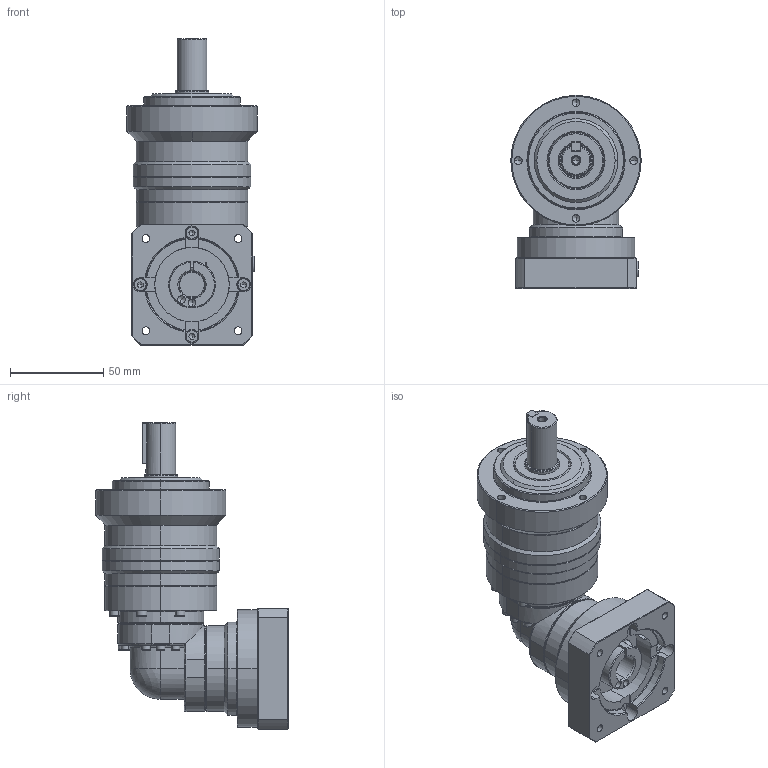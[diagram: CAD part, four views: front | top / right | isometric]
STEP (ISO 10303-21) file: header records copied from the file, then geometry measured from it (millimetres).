
FILE_DESCRIPTION (( 'STEP AP214' ), '1' );
FILE_NAME ('PGB070-15A2.STEP', '2015-05-04T18:11:57', ( '' ), ( '' ), 'SwSTEP 2.0', 'SolidWorks 2014', '' );
FILE_SCHEMA (( 'AUTOMOTIVE_DESIGN' ));
Length unit declared in the file: inch
Products named in the file (1): PGB070-15A2
Bounding box: 70 x 103.5 x 164.5 mm (x, y, z)
Volume: 396454.9 mm3; surface area: 53379.9 mm2
Topology: 1 solids, 7 shells, 690 faces, 1752 edges, 1079 vertices
Faces by surface type: plane 286, cylinder 184, cone 135, torus 83, sphere 2
Entity records: 24886 total; most frequent: CARTESIAN_POINT 4345, DIRECTION 3526, ORIENTED_EDGE 3386, EDGE_CURVE 1693, AXIS2_PLACEMENT_3D 1394, VERTEX_POINT 1077, EDGE_LOOP 776, LINE 738
